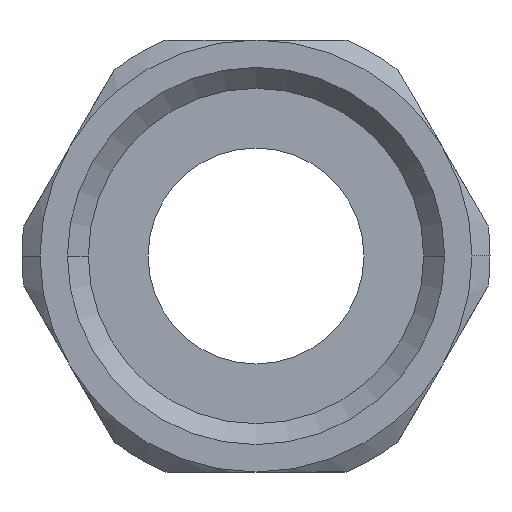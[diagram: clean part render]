
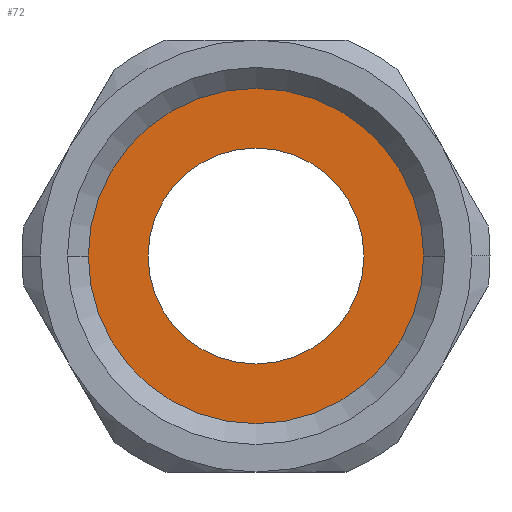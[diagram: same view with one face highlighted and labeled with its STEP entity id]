
A CAD part, front view. The second image highlights one B-rep face of the part: STEP entity #72.
In plain terms, the highlighted planar face has unit normal (0, -1, 0).
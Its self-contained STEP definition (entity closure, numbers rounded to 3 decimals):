
#72=ADVANCED_FACE('',(#167,#168),#169,.F.);
#167=FACE_BOUND('',#308,.T.);
#168=FACE_OUTER_BOUND('',#309,.T.);
#169=PLANE('',#310);
#308=EDGE_LOOP('',(#589,#590));
#309=EDGE_LOOP('',(#591,#592));
#310=AXIS2_PLACEMENT_3D('',#593,#594,#595);
#589=ORIENTED_EDGE('',*,*,#978,.F.);
#590=ORIENTED_EDGE('',*,*,#999,.F.);
#591=ORIENTED_EDGE('',*,*,#980,.F.);
#592=ORIENTED_EDGE('',*,*,#998,.F.);
#593=CARTESIAN_POINT('',(4.658,17.724,0.0));
#594=DIRECTION('',(-0.0,1.0,0.0));
#595=DIRECTION('',(1.0,0.0,0.0));
#978=EDGE_CURVE('',#1190,#1186,#1192,.T.);
#980=EDGE_CURVE('',#1193,#1196,#1197,.T.);
#998=EDGE_CURVE('',#1196,#1193,#1224,.T.);
#999=EDGE_CURVE('',#1186,#1190,#1225,.T.);
#1186=VERTEX_POINT('',#1506);
#1190=VERTEX_POINT('',#1511);
#1192=CIRCLE('',#1514,6.0);
#1193=VERTEX_POINT('',#1515);
#1196=VERTEX_POINT('',#1519);
#1197=CIRCLE('',#1520,9.316);
#1224=CIRCLE('',#1554,9.316);
#1225=CIRCLE('',#1555,6.0);
#1506=CARTESIAN_POINT('',(6.0,17.724,0.));
#1511=CARTESIAN_POINT('',(-6.0,17.724,0.));
#1514=AXIS2_PLACEMENT_3D('',#2023,#2024,#2025);
#1515=CARTESIAN_POINT('',(9.316,17.724,0.0));
#1519=CARTESIAN_POINT('',(-9.316,17.724,0.));
#1520=AXIS2_PLACEMENT_3D('',#2027,#2028,#2029);
#1554=AXIS2_PLACEMENT_3D('',#2067,#2068,#2069);
#1555=AXIS2_PLACEMENT_3D('',#2070,#2071,#2072);
#2023=CARTESIAN_POINT('',(0.0,17.724,0.0));
#2024=DIRECTION('',(0.0,-1.0,0.0));
#2025=DIRECTION('',(1.0,0.0,0.0));
#2027=CARTESIAN_POINT('',(0.0,17.724,0.0));
#2028=DIRECTION('',(-0.0,1.0,0.0));
#2029=DIRECTION('',(1.0,0.0,0.0));
#2067=CARTESIAN_POINT('',(0.0,17.724,0.0));
#2068=DIRECTION('',(-0.0,1.0,0.0));
#2069=DIRECTION('',(1.0,0.0,0.0));
#2070=CARTESIAN_POINT('',(0.0,17.724,0.0));
#2071=DIRECTION('',(0.0,-1.0,0.0));
#2072=DIRECTION('',(1.0,0.0,0.0));
